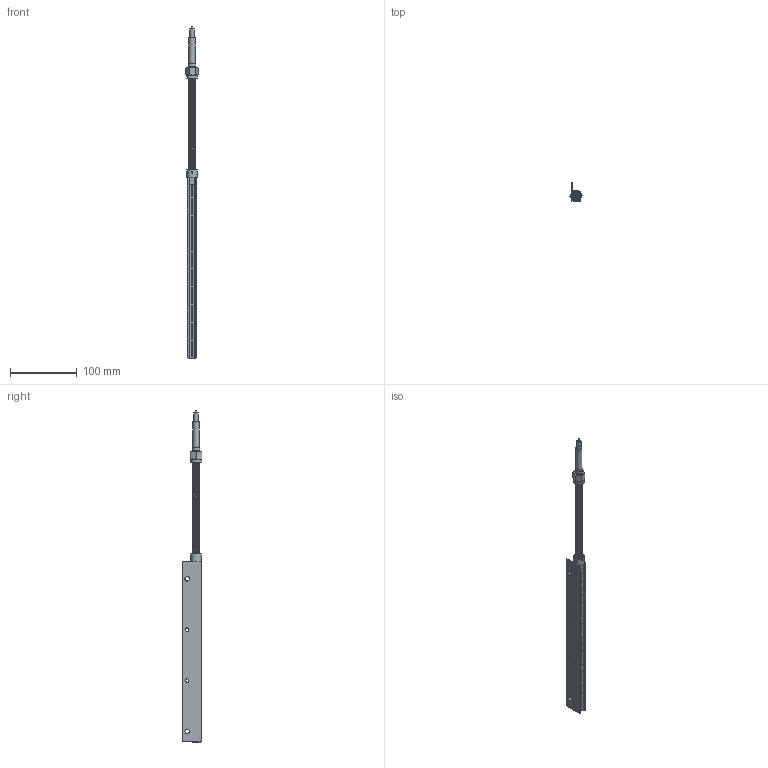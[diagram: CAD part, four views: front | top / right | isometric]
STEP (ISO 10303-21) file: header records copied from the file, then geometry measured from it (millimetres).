
FILE_DESCRIPTION(/* description */ (''),/* implementation_level */ '2;1');
FILE_NAME(/* name */ '8009-DIM.stp',/* time_stamp */ '2017-03-22T10:38:38-04:00',/* author */ ('ryan longshore'),/* organization */ (''),/* preprocessor_version */ 'ST-DEVELOPER v16.5',/* originating_system */ 'Autodesk Inventor 2017',/* authorisation */ '');
FILE_SCHEMA (('AUTOMOTIVE_DESIGN { 1 0 10303 214 3 1 1 }'));
Length unit declared in the file: inch
Products named in the file (18): 8009; 901827; 901574; 901437; 901592; 901565; 901515; 901587; 901724-DIM; 901806-DIM; 901622; 901576-DIM; 901576 without spring-DIM; 901577; 901625; Unbrako - No.  6 x 0.19; 901770; Unbrako - No.  8 x 0.19
Assembly tree (25 placements, depth 3):
  8009
    901827
    901574
    901437
    901592
    901565
    901515
    901587
    901724-DIM
    901576-DIM  x9
      901576 without spring-DIM
      901577
    901806-DIM
    901622
    901625
      Unbrako - No.  6 x 0.19
    901770
      Unbrako - No.  8 x 0.19
Bounding box: 18.19 x 28.77 x 497.44 mm (x, y, z)
Volume: 53317.6 mm3; surface area: 70332 mm2
Topology: 30 solids, 30 shells, 432 faces, 944 edges, 599 vertices
Faces by surface type: plane 217, cylinder 148, cone 57, bspline 6, torus 4
Full cylindrical faces by diameter (mm): 0.508 x1, 0.635 x18, 1.984 x2, 2.54 x1, 2.667 x9, 2.845 x1, 3.454 x1, 3.485 x1, 3.505 x1, 3.937 x9, 4.166 x1, 4.978 x1, 5.055 x1, 5.159 x2, 5.715 x19, 6.35 x1, 6.604 x1, 6.731 x1, 6.747 x2, 8.128 x2, 8.89 x1, 9.144 x1, 9.423 x1, 9.525 x3, 10.414 x2, 11.112 x1, 12.446 x1, 13.462 x1, 13.716 x1, 15.875 x2
Entity records: 22295 total; most frequent: CARTESIAN_POINT 17125, DIRECTION 1029, ORIENTED_EDGE 818, AXIS2_PLACEMENT_3D 417, EDGE_CURVE 409, EDGE_LOOP 341, VERTEX_POINT 304, FACE_OUTER_BOUND 224
